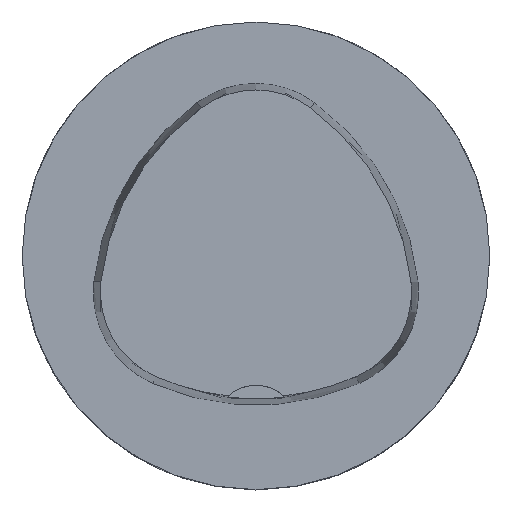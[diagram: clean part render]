
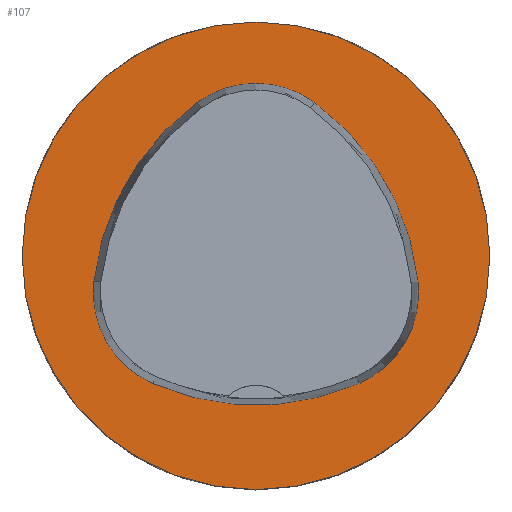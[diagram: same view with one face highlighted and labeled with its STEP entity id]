
A CAD part, top view. The second image highlights one B-rep face of the part: STEP entity #107.
In plain terms, the highlighted planar face has unit normal (0, 0, 1).
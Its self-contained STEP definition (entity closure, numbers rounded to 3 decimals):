
#62=PLANE('',#563);
#107=ADVANCED_FACE('',(#204,#205),#62,.T.);
#204=FACE_BOUND('',#240,.T.);
#205=FACE_BOUND('',#241,.T.);
#240=EDGE_LOOP('',(#331,#332,#333,#334,#335,#336));
#241=EDGE_LOOP('',(#337));
#331=ORIENTED_EDGE('',*,*,#468,.T.);
#332=ORIENTED_EDGE('',*,*,#448,.T.);
#333=ORIENTED_EDGE('',*,*,#452,.T.);
#334=ORIENTED_EDGE('',*,*,#455,.T.);
#335=ORIENTED_EDGE('',*,*,#458,.T.);
#336=ORIENTED_EDGE('',*,*,#466,.T.);
#337=ORIENTED_EDGE('',*,*,#429,.F.);
#385=VERTEX_POINT('',#763);
#404=VERTEX_POINT('',#813);
#405=VERTEX_POINT('',#814);
#408=VERTEX_POINT('',#822);
#410=VERTEX_POINT('',#828);
#412=VERTEX_POINT('',#834);
#419=VERTEX_POINT('',#855);
#429=EDGE_CURVE('',#385,#385,#481,.T.);
#448=EDGE_CURVE('',#404,#405,#492,.T.);
#452=EDGE_CURVE('',#405,#408,#494,.T.);
#455=EDGE_CURVE('',#408,#410,#496,.T.);
#458=EDGE_CURVE('',#410,#412,#498,.T.);
#466=EDGE_CURVE('',#412,#419,#502,.T.);
#468=EDGE_CURVE('',#419,#404,#504,.T.);
#481=CIRCLE('',#514,40.0);
#492=CIRCLE('',#541,44.0);
#494=CIRCLE('',#544,17.0);
#496=CIRCLE('',#547,44.0);
#498=CIRCLE('',#550,17.0);
#502=CIRCLE('',#555,44.0);
#504=CIRCLE('',#558,17.0);
#514=AXIS2_PLACEMENT_3D('',#762,#595,#596);
#541=AXIS2_PLACEMENT_3D('',#812,#653,#654);
#544=AXIS2_PLACEMENT_3D('',#821,#661,#662);
#547=AXIS2_PLACEMENT_3D('',#827,#668,#669);
#550=AXIS2_PLACEMENT_3D('',#833,#675,#676);
#555=AXIS2_PLACEMENT_3D('',#856,#687,#688);
#558=AXIS2_PLACEMENT_3D('',#859,#693,#694);
#563=AXIS2_PLACEMENT_3D('',#864,#703,#704);
#595=DIRECTION('',(0.0,0.0,-1.0));
#596=DIRECTION('',(-1.0,0.0,0.0));
#653=DIRECTION('',(0.0,0.0,-1.0));
#654=DIRECTION('',(-1.0,0.0,0.0));
#661=DIRECTION('',(0.0,0.0,-1.0));
#662=DIRECTION('',(-1.0,0.0,0.0));
#668=DIRECTION('',(0.0,0.0,-1.0));
#669=DIRECTION('',(-1.0,0.0,0.0));
#675=DIRECTION('',(0.0,0.0,-1.0));
#676=DIRECTION('',(-1.0,0.0,0.0));
#687=DIRECTION('',(0.0,0.0,-1.0));
#688=DIRECTION('',(-1.0,0.0,0.0));
#693=DIRECTION('',(0.0,0.0,-1.0));
#694=DIRECTION('',(-1.0,0.0,0.0));
#703=DIRECTION('',(0.0,0.0,1.0));
#704=DIRECTION('',(-1.0,0.0,0.0));
#762=CARTESIAN_POINT('',(0.0,0.0,0.0));
#763=CARTESIAN_POINT('',(-40.0,0.0,0.0));
#812=CARTESIAN_POINT('',(16.01,-9.224,0.0));
#813=CARTESIAN_POINT('',(-27.722,-4.378,0.0));
#814=CARTESIAN_POINT('',(-10.119,26.178,0.0));
#821=CARTESIAN_POINT('',(-0.023,12.5,0.0));
#822=CARTESIAN_POINT('',(10.049,26.194,0.0));
#827=CARTESIAN_POINT('',(-16.021,-9.25,0.0));
#828=CARTESIAN_POINT('',(27.71,-4.394,0.0));
#833=CARTESIAN_POINT('',(10.814,-6.27,0.0));
#834=CARTESIAN_POINT('',(17.611,-21.852,0.0));
#855=CARTESIAN_POINT('',(-17.652,-21.819,0.0));
#856=CARTESIAN_POINT('',(0.017,18.477,0.0));
#859=CARTESIAN_POINT('',(-10.825,-6.25,0.0));
#864=CARTESIAN_POINT('',(0.0,0.0,0.0));
